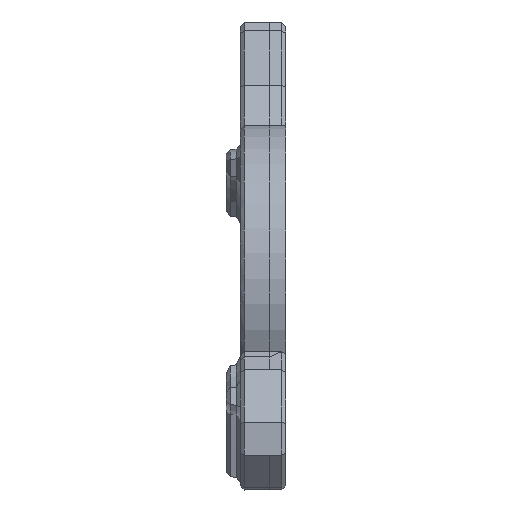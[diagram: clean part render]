
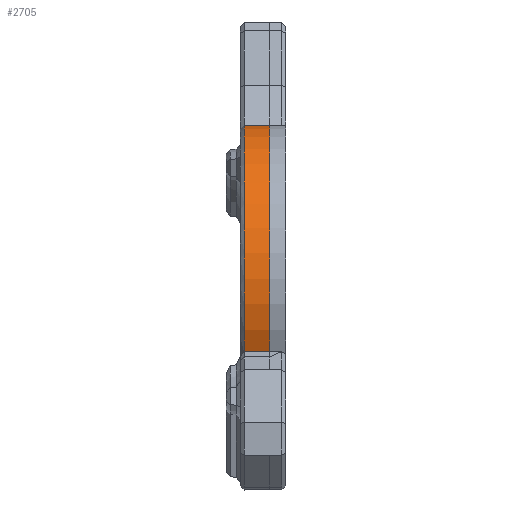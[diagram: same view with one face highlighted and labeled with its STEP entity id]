
A CAD part, left-side view. The second image highlights one B-rep face of the part: STEP entity #2705.
In plain terms, the highlighted cylindrical face has radius 15.456 mm (diameter 30.913 mm), a partial arc.
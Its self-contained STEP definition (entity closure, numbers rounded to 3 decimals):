
#39=CYLINDRICAL_SURFACE('',#2916,15.456);
#219=FACE_OUTER_BOUND('',#400,.T.);
#400=EDGE_LOOP('',(#2081,#2082,#2083,#2084));
#639=LINE('',#4316,#907);
#640=LINE('',#4320,#908);
#907=VECTOR('',#3386,10.);
#908=VECTOR('',#3391,10.);
#1060=CIRCLE('',#2897,15.456);
#1061=CIRCLE('',#2917,15.456);
#1210=VERTEX_POINT('',#4187);
#1211=VERTEX_POINT('',#4200);
#1231=VERTEX_POINT('',#4315);
#1232=VERTEX_POINT('',#4319);
#1497=EDGE_CURVE('',#1211,#1210,#1060,.T.);
#1535=EDGE_CURVE('',#1231,#1210,#639,.T.);
#1537=EDGE_CURVE('',#1232,#1211,#640,.T.);
#1538=EDGE_CURVE('',#1232,#1231,#1061,.T.);
#2081=ORIENTED_EDGE('',*,*,#1497,.F.);
#2082=ORIENTED_EDGE('',*,*,#1537,.F.);
#2083=ORIENTED_EDGE('',*,*,#1538,.T.);
#2084=ORIENTED_EDGE('',*,*,#1535,.T.);
#2705=ADVANCED_FACE('',(#219),#39,.T.);
#2897=AXIS2_PLACEMENT_3D('',#4208,#3316,#3317);
#2916=AXIS2_PLACEMENT_3D('',#4318,#3389,#3390);
#2917=AXIS2_PLACEMENT_3D('',#4321,#3392,#3393);
#3316=DIRECTION('center_axis',(0.,1.,0.));
#3317=DIRECTION('ref_axis',(-0.909,0.,0.417));
#3386=DIRECTION('',(0.,1.,0.));
#3389=DIRECTION('center_axis',(0.,1.,0.));
#3390=DIRECTION('ref_axis',(-0.722,0.,0.692));
#3391=DIRECTION('',(0.,1.,0.));
#3392=DIRECTION('center_axis',(0.,1.,0.));
#3393=DIRECTION('ref_axis',(0.909,0.,-0.417));
#4187=CARTESIAN_POINT('',(-96.267,-3.153,15.496));
#4200=CARTESIAN_POINT('',(-116.476,-3.153,-5.596));
#4208=CARTESIAN_POINT('Origin',(-102.72,-3.153,1.451));
#4315=CARTESIAN_POINT('',(-96.267,-5.653,15.496));
#4316=CARTESIAN_POINT('',(-96.267,-5.653,15.496));
#4318=CARTESIAN_POINT('Origin',(-102.72,-5.653,1.451));
#4319=CARTESIAN_POINT('',(-116.476,-5.653,-5.596));
#4320=CARTESIAN_POINT('',(-116.476,-5.653,-5.596));
#4321=CARTESIAN_POINT('Origin',(-102.72,-5.653,1.451));
